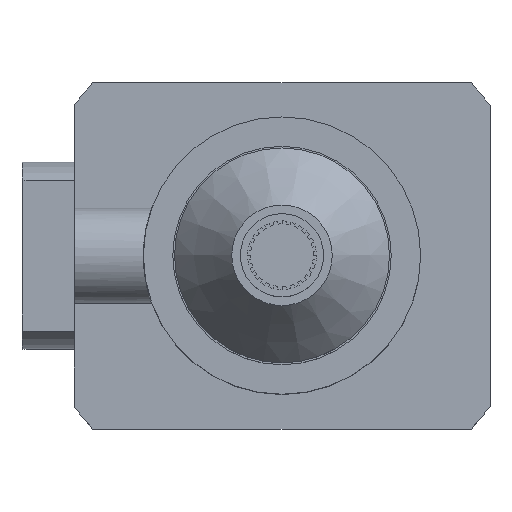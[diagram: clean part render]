
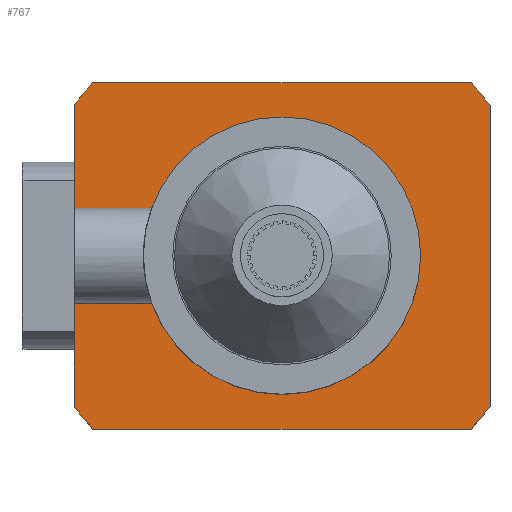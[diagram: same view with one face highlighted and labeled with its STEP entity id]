
A CAD part, top view. The second image highlights one B-rep face of the part: STEP entity #767.
In plain terms, the highlighted planar face has unit normal (0, 0, 1).
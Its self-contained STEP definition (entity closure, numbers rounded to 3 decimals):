
#307=LINE('',#3904,#529);
#308=LINE('',#3908,#530);
#309=LINE('',#3912,#531);
#310=LINE('',#3916,#532);
#529=VECTOR('',#3106,1.0);
#530=VECTOR('',#3109,1.0);
#531=VECTOR('',#3112,1.0);
#532=VECTOR('',#3115,1.0);
#767=ADVANCED_FACE('',(#1000,#1001),#897,.F.);
#897=PLANE('',#2748);
#1000=FACE_BOUND('',#1059,.T.);
#1001=FACE_BOUND('',#1060,.T.);
#1059=EDGE_LOOP('',(#1257));
#1060=EDGE_LOOP('',(#1258,#1259,#1260,#1261,#1262,#1263,#1264,#1265));
#1257=ORIENTED_EDGE('',*,*,#2205,.T.);
#1258=ORIENTED_EDGE('',*,*,#2173,.F.);
#1259=ORIENTED_EDGE('',*,*,#2219,.F.);
#1260=ORIENTED_EDGE('',*,*,#2220,.F.);
#1261=ORIENTED_EDGE('',*,*,#2221,.F.);
#1262=ORIENTED_EDGE('',*,*,#2222,.F.);
#1263=ORIENTED_EDGE('',*,*,#2223,.F.);
#1264=ORIENTED_EDGE('',*,*,#2224,.F.);
#1265=ORIENTED_EDGE('',*,*,#2225,.F.);
#1920=VERTEX_POINT('',#3774);
#1921=VERTEX_POINT('',#3775);
#1949=VERTEX_POINT('',#3867);
#1962=VERTEX_POINT('',#3905);
#1963=VERTEX_POINT('',#3907);
#1964=VERTEX_POINT('',#3909);
#1965=VERTEX_POINT('',#3911);
#1966=VERTEX_POINT('',#3913);
#1967=VERTEX_POINT('',#3915);
#2173=EDGE_CURVE('',#1920,#1921,#2540,.T.);
#2205=EDGE_CURVE('',#1949,#1949,#2562,.T.);
#2219=EDGE_CURVE('',#1962,#1920,#307,.T.);
#2220=EDGE_CURVE('',#1963,#1962,#2576,.T.);
#2221=EDGE_CURVE('',#1964,#1963,#308,.T.);
#2222=EDGE_CURVE('',#1965,#1964,#2577,.T.);
#2223=EDGE_CURVE('',#1966,#1965,#309,.T.);
#2224=EDGE_CURVE('',#1967,#1966,#2578,.T.);
#2225=EDGE_CURVE('',#1921,#1967,#310,.T.);
#2540=CIRCLE('',#2685,74.0);
#2562=CIRCLE('',#2720,40.0);
#2576=CIRCLE('',#2745,74.0);
#2577=CIRCLE('',#2746,74.0);
#2578=CIRCLE('',#2747,74.0);
#2685=AXIS2_PLACEMENT_3D('',#3773,#2977,#2978);
#2720=AXIS2_PLACEMENT_3D('',#3866,#3056,#3057);
#2745=AXIS2_PLACEMENT_3D('',#3906,#3107,#3108);
#2746=AXIS2_PLACEMENT_3D('',#3910,#3110,#3111);
#2747=AXIS2_PLACEMENT_3D('',#3914,#3113,#3114);
#2748=AXIS2_PLACEMENT_3D('',#3917,#3116,#3117);
#2977=DIRECTION('',(0.0,0.0,-1.0));
#2978=DIRECTION('',(1.0,0.0,0.0));
#3056=DIRECTION('',(0.0,0.0,-1.0));
#3057=DIRECTION('',(0.0,-1.0,0.0));
#3106=DIRECTION('',(-1.0,0.0,0.0));
#3107=DIRECTION('',(0.0,0.0,-1.0));
#3108=DIRECTION('',(1.0,0.0,0.0));
#3109=DIRECTION('',(0.0,-1.0,0.0));
#3110=DIRECTION('',(0.0,0.0,-1.0));
#3111=DIRECTION('',(1.0,0.0,0.0));
#3112=DIRECTION('',(1.0,0.0,0.0));
#3113=DIRECTION('',(0.0,0.0,-1.0));
#3114=DIRECTION('',(1.0,0.0,0.0));
#3115=DIRECTION('',(0.0,1.0,0.0));
#3116=DIRECTION('',(0.0,0.0,-1.0));
#3117=DIRECTION('',(1.0,0.0,0.0));
#3773=CARTESIAN_POINT('',(0.0,0.0,0.0));
#3774=CARTESIAN_POINT('',(-54.553,-50.0,0.0));
#3775=CARTESIAN_POINT('',(-60.0,-43.313,0.0));
#3866=CARTESIAN_POINT('',(0.,0.,0.0));
#3867=CARTESIAN_POINT('',(0.,-40.0,0.0));
#3904=CARTESIAN_POINT('',(-54.553,-50.0,0.0));
#3905=CARTESIAN_POINT('',(54.553,-50.0,0.0));
#3906=CARTESIAN_POINT('',(0.0,0.0,0.0));
#3907=CARTESIAN_POINT('',(60.0,-43.313,0.0));
#3908=CARTESIAN_POINT('',(60.0,-43.313,0.0));
#3909=CARTESIAN_POINT('',(60.0,43.313,0.0));
#3910=CARTESIAN_POINT('',(0.0,0.0,0.0));
#3911=CARTESIAN_POINT('',(54.553,50.0,0.0));
#3912=CARTESIAN_POINT('',(54.553,50.0,0.0));
#3913=CARTESIAN_POINT('',(-54.553,50.0,0.0));
#3914=CARTESIAN_POINT('',(0.0,0.0,0.0));
#3915=CARTESIAN_POINT('',(-60.0,43.313,0.0));
#3916=CARTESIAN_POINT('',(-60.0,-43.313,0.0));
#3917=CARTESIAN_POINT('',(0.0,0.0,0.0));
